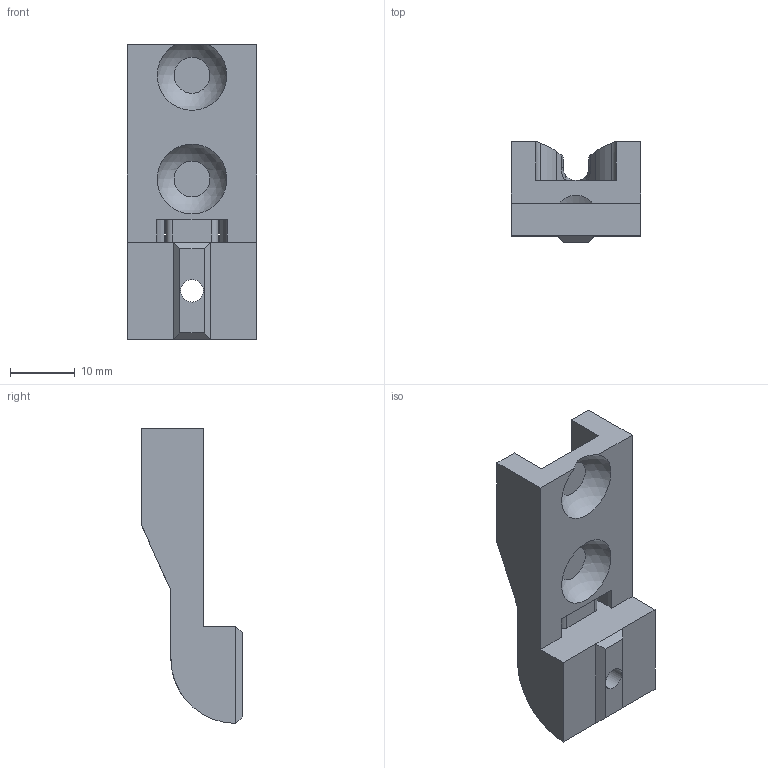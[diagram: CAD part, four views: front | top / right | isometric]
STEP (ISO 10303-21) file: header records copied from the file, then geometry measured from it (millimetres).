
FILE_DESCRIPTION(/* description */ (''),/* implementation_level */ '2;1');
FILE_NAME(/* name */ 'AB_Connector_Plug_V2_JstXH.stp',/* time_stamp */ '2021-08-31T11:58:04+02:00',/* author */ ('Rama'),/* organization */ (''),/* preprocessor_version */ 'ST-DEVELOPER v18.1',/* originating_system */ 'Autodesk Inventor 2021',/* authorisation */ '');
FILE_SCHEMA (('AUTOMOTIVE_DESIGN { 1 0 10303 214 3 1 1 }'));
Length unit declared in the file: millimetre
Products named in the file (1): AB_Connector_Left
Bounding box: 20 x 15.5 x 45.5 mm (x, y, z)
Volume: 5433.4 mm3; surface area: 3491.2 mm2
Topology: 1 solids, 1 shells, 54 faces, 160 edges, 105 vertices
Faces by surface type: plane 30, cylinder 18, bspline 4, sphere 2
Full cylindrical faces by diameter (mm): 3.5 x1, 6 x1
Entity records: 1996 total; most frequent: CARTESIAN_POINT 488, ORIENTED_EDGE 316, DIRECTION 302, EDGE_CURVE 158, VERTEX_POINT 105, AXIS2_PLACEMENT_3D 104, LINE 94, VECTOR 94
